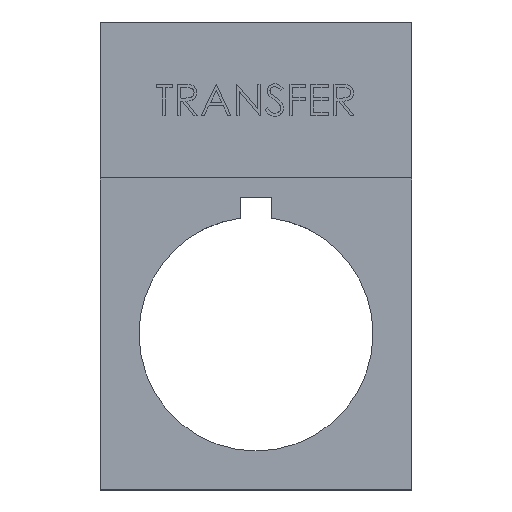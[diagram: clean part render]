
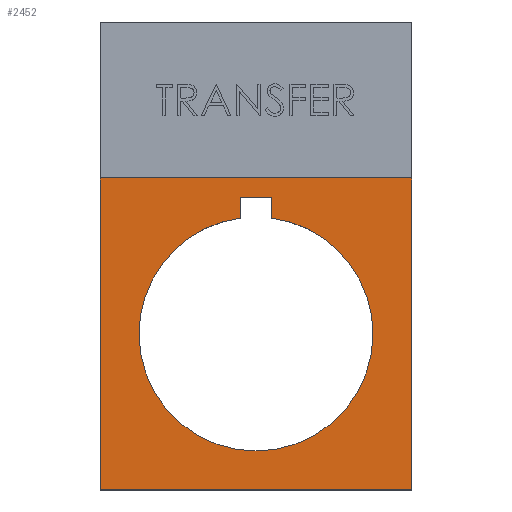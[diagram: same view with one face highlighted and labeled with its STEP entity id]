
A CAD part, top view. The second image highlights one B-rep face of the part: STEP entity #2452.
In plain terms, the highlighted planar face has unit normal (0, 0, 1).
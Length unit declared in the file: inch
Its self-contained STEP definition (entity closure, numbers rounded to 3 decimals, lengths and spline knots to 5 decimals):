
#198 = CARTESIAN_POINT ( 'NONE',  ( 0., 0.29528, 0.01969 ) ) ;
#199 = LINE ( 'NONE', #5496, #4185 ) ;
#215 = DIRECTION ( 'NONE',  ( 0., -1., 0. ) ) ;
#281 = VECTOR ( 'NONE', #6654, 39.37008 ) ;
#319 = VERTEX_POINT ( 'NONE', #6599 ) ;
#353 = CARTESIAN_POINT ( 'NONE',  ( -0.59055, 0.59055, 0.01969 ) ) ;
#389 = ORIENTED_EDGE ( 'NONE', *, *, #3612, .T. ) ;
#416 = DIRECTION ( 'NONE',  ( 0., 0., -1. ) ) ;
#421 = EDGE_LOOP ( 'NONE', ( #1912, #5019, #1512, #3560 ) ) ;
#536 = CARTESIAN_POINT ( 'NONE',  ( -0.59055, 1.1811, 0.01969 ) ) ;
#547 = CARTESIAN_POINT ( 'NONE',  ( 0.05906, 0.5177, 0.01969 ) ) ;
#768 = ORIENTED_EDGE ( 'NONE', *, *, #5984, .T. ) ;
#884 = EDGE_CURVE ( 'NONE', #5624, #1705, #1680, .T. ) ;
#938 = VERTEX_POINT ( 'NONE', #5592 ) ;
#944 = CARTESIAN_POINT ( 'NONE',  ( 0., 0., 0.01969 ) ) ;
#951 = LINE ( 'NONE', #2646, #5575 ) ;
#1043 = CARTESIAN_POINT ( 'NONE',  ( 0., 0., 0.01969 ) ) ;
#1069 = CARTESIAN_POINT ( 'NONE',  ( 0.05906, 0.5177, 0.01969 ) ) ;
#1259 = CARTESIAN_POINT ( 'NONE',  ( -0.05906, 0.5177, 0.01969 ) ) ;
#1480 = AXIS2_PLACEMENT_3D ( 'NONE', #5358, #5294, #2082 ) ;
#1512 = ORIENTED_EDGE ( 'NONE', *, *, #884, .T. ) ;
#1680 = B_SPLINE_CURVE_WITH_KNOTS ( 'NONE', 3,
 ( #4018, #2351, #2954, #3473 ),
 .UNSPECIFIED., .F., .F.,
 ( 4, 4 ),
 ( 0., 1. ),
 .UNSPECIFIED. ) ;
#1705 = VERTEX_POINT ( 'NONE', #353 ) ;
#1806 = PLANE ( 'NONE',  #4541 ) ;
#1893 = VECTOR ( 'NONE', #2200, 39.37008 ) ;
#1912 = ORIENTED_EDGE ( 'NONE', *, *, #6121, .F. ) ;
#1913 = FACE_BOUND ( 'NONE', #5776, .T. ) ;
#1960 = CARTESIAN_POINT ( 'NONE',  ( 0.05906, 0.43896, 0.01969 ) ) ;
#2082 = DIRECTION ( 'NONE',  ( 1., 0., 0. ) ) ;
#2145 = AXIS2_PLACEMENT_3D ( 'NONE', #1043, #2195, #4912 ) ;
#2195 = DIRECTION ( 'NONE',  ( 0., 0., -1. ) ) ;
#2200 = DIRECTION ( 'NONE',  ( 1., 0., 0. ) ) ;
#2351 = CARTESIAN_POINT ( 'NONE',  ( 0.19685, 0.59055, 0.01969 ) ) ;
#2369 = VERTEX_POINT ( 'NONE', #4412 ) ;
#2440 = VERTEX_POINT ( 'NONE', #2922 ) ;
#2452 = ADVANCED_FACE ( 'NONE', ( #1913, #7023 ), #1806, .T. ) ;
#2488 = LINE ( 'NONE', #547, #1893 ) ;
#2501 = EDGE_CURVE ( 'NONE', #5624, #2369, #5515, .T. ) ;
#2603 = VECTOR ( 'NONE', #215, 39.37008 ) ;
#2646 = CARTESIAN_POINT ( 'NONE',  ( -0.05906, 0.5177, 0.01969 ) ) ;
#2772 = DIRECTION ( 'NONE',  ( 0., 1., 0. ) ) ;
#2820 = DIRECTION ( 'NONE',  ( 0., 0., 1. ) ) ;
#2853 = CIRCLE ( 'NONE', #1480, 0.44291 ) ;
#2861 = CARTESIAN_POINT ( 'NONE',  ( -0.59055, -0.59055, 0.01969 ) ) ;
#2922 = CARTESIAN_POINT ( 'NONE',  ( -0.05906, 0.43896, 0.01969 ) ) ;
#2954 = CARTESIAN_POINT ( 'NONE',  ( -0.19685, 0.59055, 0.01969 ) ) ;
#3169 = VERTEX_POINT ( 'NONE', #1069 ) ;
#3314 = EDGE_CURVE ( 'NONE', #4688, #3756, #3818, .T. ) ;
#3370 = LINE ( 'NONE', #2861, #281 ) ;
#3473 = CARTESIAN_POINT ( 'NONE',  ( -0.59055, 0.59055, 0.01969 ) ) ;
#3556 = DIRECTION ( 'NONE',  ( 0., 1., 0. ) ) ;
#3560 = ORIENTED_EDGE ( 'NONE', *, *, #5685, .F. ) ;
#3612 = EDGE_CURVE ( 'NONE', #3756, #319, #4063, .T. ) ;
#3650 = ORIENTED_EDGE ( 'NONE', *, *, #3314, .T. ) ;
#3756 = VERTEX_POINT ( 'NONE', #5319 ) ;
#3818 = CIRCLE ( 'NONE', #2145, 0.44291 ) ;
#4002 = DIRECTION ( 'NONE',  ( 1., 0., 0. ) ) ;
#4018 = CARTESIAN_POINT ( 'NONE',  ( 0.59055, 0.59055, 0.01969 ) ) ;
#4063 = CIRCLE ( 'NONE', #5400, 0.44291 ) ;
#4185 = VECTOR ( 'NONE', #4350, 39.37008 ) ;
#4334 = ORIENTED_EDGE ( 'NONE', *, *, #6295, .T. ) ;
#4350 = DIRECTION ( 'NONE',  ( 0., -1., 0. ) ) ;
#4412 = CARTESIAN_POINT ( 'NONE',  ( 0.59055, -0.59055, 0.01969 ) ) ;
#4541 = AXIS2_PLACEMENT_3D ( 'NONE', #198, #2820, #4002 ) ;
#4688 = VERTEX_POINT ( 'NONE', #1960 ) ;
#4912 = DIRECTION ( 'NONE',  ( 1., 0., 0. ) ) ;
#4983 = VECTOR ( 'NONE', #2772, 39.37008 ) ;
#4984 = EDGE_CURVE ( 'NONE', #3169, #4688, #199, .T. ) ;
#5019 = ORIENTED_EDGE ( 'NONE', *, *, #2501, .F. ) ;
#5294 = DIRECTION ( 'NONE',  ( 0., 0., -1. ) ) ;
#5319 = CARTESIAN_POINT ( 'NONE',  ( 0.44291, 0., 0.01969 ) ) ;
#5348 = CARTESIAN_POINT ( 'NONE',  ( 0.59055, 0.59055, 0.01969 ) ) ;
#5350 = ORIENTED_EDGE ( 'NONE', *, *, #4984, .T. ) ;
#5358 = CARTESIAN_POINT ( 'NONE',  ( 0., 0., 0.01969 ) ) ;
#5400 = AXIS2_PLACEMENT_3D ( 'NONE', #944, #416, #6961 ) ;
#5496 = CARTESIAN_POINT ( 'NONE',  ( 0.05906, 0.43896, 0.01969 ) ) ;
#5515 = LINE ( 'NONE', #6606, #2603 ) ;
#5575 = VECTOR ( 'NONE', #3556, 39.37008 ) ;
#5592 = CARTESIAN_POINT ( 'NONE',  ( -0.59055, -0.59055, 0.01969 ) ) ;
#5624 = VERTEX_POINT ( 'NONE', #5348 ) ;
#5685 = EDGE_CURVE ( 'NONE', #938, #1705, #6590, .T. ) ;
#5776 = EDGE_LOOP ( 'NONE', ( #768, #5350, #3650, #389, #4334, #6205 ) ) ;
#5984 = EDGE_CURVE ( 'NONE', #6547, #3169, #2488, .T. ) ;
#6121 = EDGE_CURVE ( 'NONE', #2369, #938, #3370, .T. ) ;
#6205 = ORIENTED_EDGE ( 'NONE', *, *, #6334, .T. ) ;
#6295 = EDGE_CURVE ( 'NONE', #319, #2440, #2853, .T. ) ;
#6334 = EDGE_CURVE ( 'NONE', #2440, #6547, #951, .T. ) ;
#6547 = VERTEX_POINT ( 'NONE', #1259 ) ;
#6590 = LINE ( 'NONE', #536, #4983 ) ;
#6599 = CARTESIAN_POINT ( 'NONE',  ( -0.44291, 0., 0.01969 ) ) ;
#6606 = CARTESIAN_POINT ( 'NONE',  ( 0.59055, -0.59055, 0.01969 ) ) ;
#6654 = DIRECTION ( 'NONE',  ( -1., 0., 0. ) ) ;
#6961 = DIRECTION ( 'NONE',  ( 1., 0., 0. ) ) ;
#7023 = FACE_OUTER_BOUND ( 'NONE', #421, .T. ) ;
